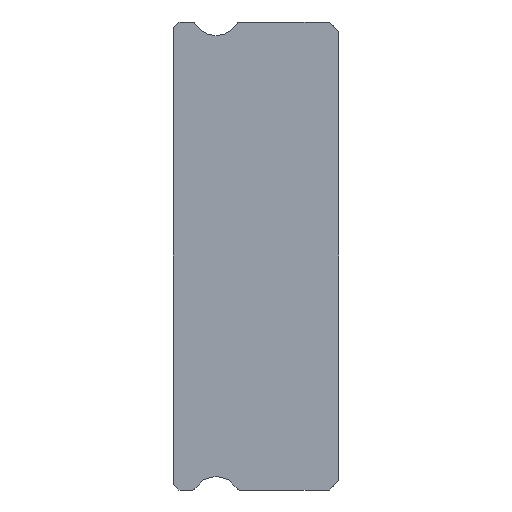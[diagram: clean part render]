
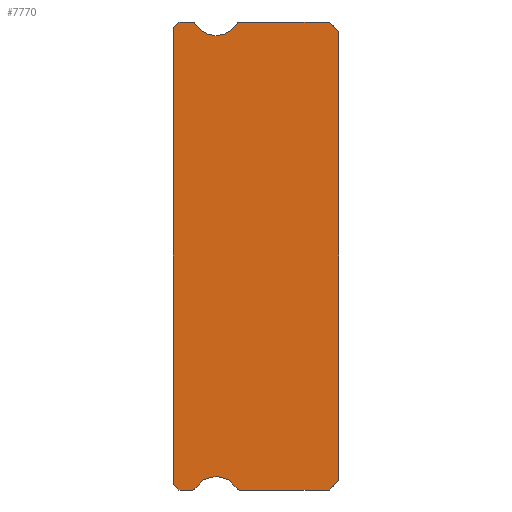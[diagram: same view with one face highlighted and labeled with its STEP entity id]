
A CAD part, left-side view. The second image highlights one B-rep face of the part: STEP entity #7770.
In plain terms, the highlighted planar face has unit normal (-1, 0, 0).
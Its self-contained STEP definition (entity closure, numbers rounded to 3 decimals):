
#11 = LINE ( 'NONE', #5498, #2786 ) ;
#20 = EDGE_CURVE ( 'NONE', #1370, #2811, #5014, .T. ) ;
#29 = EDGE_CURVE ( 'NONE', #2811, #7013, #11, .T. ) ;
#66 = EDGE_CURVE ( 'NONE', #2121, #1370, #3209, .T. ) ;
#86 = DIRECTION ( 'NONE',  ( 0., -0.707, -0.707 ) ) ;
#135 = CARTESIAN_POINT ( 'NONE',  ( -15., 5.088, 11.85 ) ) ;
#155 = ORIENTED_EDGE ( 'NONE', *, *, #5866, .T. ) ;
#394 = VERTEX_POINT ( 'NONE', #4923 ) ;
#400 = DIRECTION ( 'NONE',  ( 0., 0., -1. ) ) ;
#407 = CARTESIAN_POINT ( 'NONE',  ( -15., 8.2, -12. ) ) ;
#424 = DIRECTION ( 'NONE',  ( 1., 0., 0. ) ) ;
#437 = ORIENTED_EDGE ( 'NONE', *, *, #66, .F. ) ;
#456 = DIRECTION ( 'NONE',  ( 0., 0.707, -0.707 ) ) ;
#465 = CARTESIAN_POINT ( 'NONE',  ( -15., 5.217, 11.925 ) ) ;
#475 = EDGE_LOOP ( 'NONE', ( #2687, #3148, #4531, #5310, #4108, #1950, #6671, #957, #155, #6436, #5842, #437, #6977, #3491, #5447, #4821, #1136 ) ) ;
#515 = VERTEX_POINT ( 'NONE', #2017 ) ;
#552 = VERTEX_POINT ( 'NONE', #3922 ) ;
#712 = CARTESIAN_POINT ( 'NONE',  ( -15., 7.512, -12. ) ) ;
#851 = DIRECTION ( 'NONE',  ( 0., 0., 1. ) ) ;
#957 = ORIENTED_EDGE ( 'NONE', *, *, #4225, .F. ) ;
#975 = VERTEX_POINT ( 'NONE', #1377 ) ;
#1025 = LINE ( 'NONE', #2739, #4657 ) ;
#1038 = CARTESIAN_POINT ( 'NONE',  ( -15., 5.088, -12. ) ) ;
#1068 = DIRECTION ( 'NONE',  ( 0., 0., -1. ) ) ;
#1136 = ORIENTED_EDGE ( 'NONE', *, *, #5146, .T. ) ;
#1210 = EDGE_CURVE ( 'NONE', #3206, #2121, #5149, .T. ) ;
#1279 = CIRCLE ( 'NONE', #6038, 0.15 ) ;
#1286 = CARTESIAN_POINT ( 'NONE',  ( -15., 0., 11.5 ) ) ;
#1339 = CARTESIAN_POINT ( 'NONE',  ( -15., 5.088, 12. ) ) ;
#1370 = VERTEX_POINT ( 'NONE', #1339 ) ;
#1377 = CARTESIAN_POINT ( 'NONE',  ( -15., 7.512, 12. ) ) ;
#1386 = DIRECTION ( 'NONE',  ( -1., 0., 0. ) ) ;
#1421 = VECTOR ( 'NONE', #4969, 1000. ) ;
#1439 = DIRECTION ( 'NONE',  ( 0., 0., -1. ) ) ;
#1482 = CARTESIAN_POINT ( 'NONE',  ( -15., 7.512, 11.85 ) ) ;
#1498 = LINE ( 'NONE', #2911, #1715 ) ;
#1541 = FACE_OUTER_BOUND ( 'NONE', #475, .T. ) ;
#1617 = CIRCLE ( 'NONE', #2885, 0.15 ) ;
#1715 = VECTOR ( 'NONE', #7704, 1000. ) ;
#1867 = LINE ( 'NONE', #7446, #7132 ) ;
#1883 = EDGE_CURVE ( 'NONE', #7164, #6460, #5164, .T. ) ;
#1950 = ORIENTED_EDGE ( 'NONE', *, *, #1883, .F. ) ;
#2017 = CARTESIAN_POINT ( 'NONE',  ( -15., 0.5, -12. ) ) ;
#2121 = VERTEX_POINT ( 'NONE', #465 ) ;
#2360 = DIRECTION ( 'NONE',  ( -1., 0., 0. ) ) ;
#2380 = DIRECTION ( 'NONE',  ( 0., -1., 0. ) ) ;
#2436 = AXIS2_PLACEMENT_3D ( 'NONE', #7784, #2360, #5438 ) ;
#2447 = CARTESIAN_POINT ( 'NONE',  ( -15., 7.383, 11.925 ) ) ;
#2508 = LINE ( 'NONE', #1286, #6837 ) ;
#2590 = DIRECTION ( 'NONE',  ( 1., 0., 0. ) ) ;
#2687 = ORIENTED_EDGE ( 'NONE', *, *, #6696, .F. ) ;
#2695 = CARTESIAN_POINT ( 'NONE',  ( -15., 7.512, -12. ) ) ;
#2739 = CARTESIAN_POINT ( 'NONE',  ( -15., 8.5, 11.7 ) ) ;
#2786 = VECTOR ( 'NONE', #86, 1000. ) ;
#2791 = CARTESIAN_POINT ( 'NONE',  ( -15., 8.2, -12. ) ) ;
#2811 = VERTEX_POINT ( 'NONE', #2889 ) ;
#2832 = VERTEX_POINT ( 'NONE', #2447 ) ;
#2885 = AXIS2_PLACEMENT_3D ( 'NONE', #7275, #424, #1068 ) ;
#2889 = CARTESIAN_POINT ( 'NONE',  ( -15., 0.5, 12. ) ) ;
#2911 = CARTESIAN_POINT ( 'NONE',  ( -15., 7.512, -12. ) ) ;
#3013 = LINE ( 'NONE', #7352, #5441 ) ;
#3071 = LINE ( 'NONE', #712, #7507 ) ;
#3148 = ORIENTED_EDGE ( 'NONE', *, *, #5587, .T. ) ;
#3206 = VERTEX_POINT ( 'NONE', #4384 ) ;
#3209 = CIRCLE ( 'NONE', #5896, 0.15 ) ;
#3368 = AXIS2_PLACEMENT_3D ( 'NONE', #4445, #1386, #6305 ) ;
#3383 = LINE ( 'NONE', #2791, #5390 ) ;
#3469 = EDGE_CURVE ( 'NONE', #6460, #394, #5295, .T. ) ;
#3490 = AXIS2_PLACEMENT_3D ( 'NONE', #7533, #5830, #1439 ) ;
#3491 = ORIENTED_EDGE ( 'NONE', *, *, #5598, .F. ) ;
#3561 = CARTESIAN_POINT ( 'NONE',  ( -15., 5.217, -11.925 ) ) ;
#3740 = DIRECTION ( 'NONE',  ( 0., 0., 1. ) ) ;
#3782 = CARTESIAN_POINT ( 'NONE',  ( -15., 8.5, 11.7 ) ) ;
#3804 = AXIS2_PLACEMENT_3D ( 'NONE', #6998, #7521, #5074 ) ;
#3922 = CARTESIAN_POINT ( 'NONE',  ( -15., 0., -11.5 ) ) ;
#3934 = DIRECTION ( 'NONE',  ( 1., 0., 0. ) ) ;
#4108 = ORIENTED_EDGE ( 'NONE', *, *, #3469, .F. ) ;
#4225 = EDGE_CURVE ( 'NONE', #552, #515, #3013, .T. ) ;
#4373 = DIRECTION ( 'NONE',  ( 0., 1., 0. ) ) ;
#4384 = CARTESIAN_POINT ( 'NONE',  ( -15., 6.3, 11.3 ) ) ;
#4445 = CARTESIAN_POINT ( 'NONE',  ( -15., 6.3, -12.55 ) ) ;
#4454 = DIRECTION ( 'NONE',  ( 0., 0., -1. ) ) ;
#4474 = EDGE_CURVE ( 'NONE', #515, #7164, #1498, .T. ) ;
#4477 = PLANE ( 'NONE',  #3804 ) ;
#4531 = ORIENTED_EDGE ( 'NONE', *, *, #4988, .T. ) ;
#4566 = VERTEX_POINT ( 'NONE', #3782 ) ;
#4612 = CIRCLE ( 'NONE', #6439, 1.25 ) ;
#4657 = VECTOR ( 'NONE', #456, 1000. ) ;
#4700 = LINE ( 'NONE', #7181, #7205 ) ;
#4792 = VERTEX_POINT ( 'NONE', #6929 ) ;
#4821 = ORIENTED_EDGE ( 'NONE', *, *, #5043, .T. ) ;
#4923 = CARTESIAN_POINT ( 'NONE',  ( -15., 7.383, -11.925 ) ) ;
#4969 = DIRECTION ( 'NONE',  ( 0., -1., 0. ) ) ;
#4988 = EDGE_CURVE ( 'NONE', #7982, #7435, #3071, .T. ) ;
#5014 = LINE ( 'NONE', #5544, #1421 ) ;
#5043 = EDGE_CURVE ( 'NONE', #975, #6503, #1867, .T. ) ;
#5054 = DIRECTION ( 'NONE',  ( 0., 0., -1. ) ) ;
#5074 = DIRECTION ( 'NONE',  ( 0., 0., -1. ) ) ;
#5146 = EDGE_CURVE ( 'NONE', #6503, #4566, #1025, .T. ) ;
#5149 = CIRCLE ( 'NONE', #2436, 1.25 ) ;
#5164 = CIRCLE ( 'NONE', #3490, 0.15 ) ;
#5269 = DIRECTION ( 'NONE',  ( 0., -0.707, -0.707 ) ) ;
#5295 = CIRCLE ( 'NONE', #3368, 1.25 ) ;
#5310 = ORIENTED_EDGE ( 'NONE', *, *, #7548, .F. ) ;
#5390 = VECTOR ( 'NONE', #5269, 1000. ) ;
#5438 = DIRECTION ( 'NONE',  ( 0., 0., -1. ) ) ;
#5441 = VECTOR ( 'NONE', #7831, 1000. ) ;
#5447 = ORIENTED_EDGE ( 'NONE', *, *, #6431, .F. ) ;
#5498 = CARTESIAN_POINT ( 'NONE',  ( -15., 0.5, 12. ) ) ;
#5544 = CARTESIAN_POINT ( 'NONE',  ( -15., 7.512, 12. ) ) ;
#5587 = EDGE_CURVE ( 'NONE', #4792, #7982, #3383, .T. ) ;
#5598 = EDGE_CURVE ( 'NONE', #2832, #3206, #4612, .T. ) ;
#5830 = DIRECTION ( 'NONE',  ( 1., 0., 0. ) ) ;
#5842 = ORIENTED_EDGE ( 'NONE', *, *, #20, .F. ) ;
#5844 = DIRECTION ( 'NONE',  ( -1., 0., 0. ) ) ;
#5866 = EDGE_CURVE ( 'NONE', #552, #7013, #2508, .T. ) ;
#5896 = AXIS2_PLACEMENT_3D ( 'NONE', #135, #2590, #5054 ) ;
#6038 = AXIS2_PLACEMENT_3D ( 'NONE', #1482, #3934, #4454 ) ;
#6305 = DIRECTION ( 'NONE',  ( 0., 0., -1. ) ) ;
#6431 = EDGE_CURVE ( 'NONE', #975, #2832, #1279, .T. ) ;
#6436 = ORIENTED_EDGE ( 'NONE', *, *, #29, .F. ) ;
#6439 = AXIS2_PLACEMENT_3D ( 'NONE', #7145, #5844, #400 ) ;
#6460 = VERTEX_POINT ( 'NONE', #3561 ) ;
#6503 = VERTEX_POINT ( 'NONE', #6765 ) ;
#6671 = ORIENTED_EDGE ( 'NONE', *, *, #4474, .F. ) ;
#6696 = EDGE_CURVE ( 'NONE', #4792, #4566, #4700, .T. ) ;
#6765 = CARTESIAN_POINT ( 'NONE',  ( -15., 8.2, 12. ) ) ;
#6837 = VECTOR ( 'NONE', #3740, 1000. ) ;
#6929 = CARTESIAN_POINT ( 'NONE',  ( -15., 8.5, -11.7 ) ) ;
#6977 = ORIENTED_EDGE ( 'NONE', *, *, #1210, .F. ) ;
#6998 = CARTESIAN_POINT ( 'NONE',  ( -15., 7.512, 11.85 ) ) ;
#7013 = VERTEX_POINT ( 'NONE', #7103 ) ;
#7103 = CARTESIAN_POINT ( 'NONE',  ( -15., 0., 11.5 ) ) ;
#7132 = VECTOR ( 'NONE', #4373, 1000. ) ;
#7145 = CARTESIAN_POINT ( 'NONE',  ( -15., 6.3, 12.55 ) ) ;
#7164 = VERTEX_POINT ( 'NONE', #1038 ) ;
#7181 = CARTESIAN_POINT ( 'NONE',  ( -15., 8.5, 11.85 ) ) ;
#7205 = VECTOR ( 'NONE', #851, 1000. ) ;
#7275 = CARTESIAN_POINT ( 'NONE',  ( -15., 7.512, -11.85 ) ) ;
#7352 = CARTESIAN_POINT ( 'NONE',  ( -15., 0., -11.5 ) ) ;
#7435 = VERTEX_POINT ( 'NONE', #2695 ) ;
#7446 = CARTESIAN_POINT ( 'NONE',  ( -15., 8.2, 12. ) ) ;
#7507 = VECTOR ( 'NONE', #2380, 1000. ) ;
#7521 = DIRECTION ( 'NONE',  ( 1., 0., 0. ) ) ;
#7533 = CARTESIAN_POINT ( 'NONE',  ( -15., 5.088, -11.85 ) ) ;
#7548 = EDGE_CURVE ( 'NONE', #394, #7435, #1617, .T. ) ;
#7704 = DIRECTION ( 'NONE',  ( 0., 1., 0. ) ) ;
#7770 = ADVANCED_FACE ( 'NONE', ( #1541 ), #4477, .F. ) ;
#7784 = CARTESIAN_POINT ( 'NONE',  ( -15., 6.3, 12.55 ) ) ;
#7831 = DIRECTION ( 'NONE',  ( 0., 0.707, -0.707 ) ) ;
#7982 = VERTEX_POINT ( 'NONE', #407 ) ;
